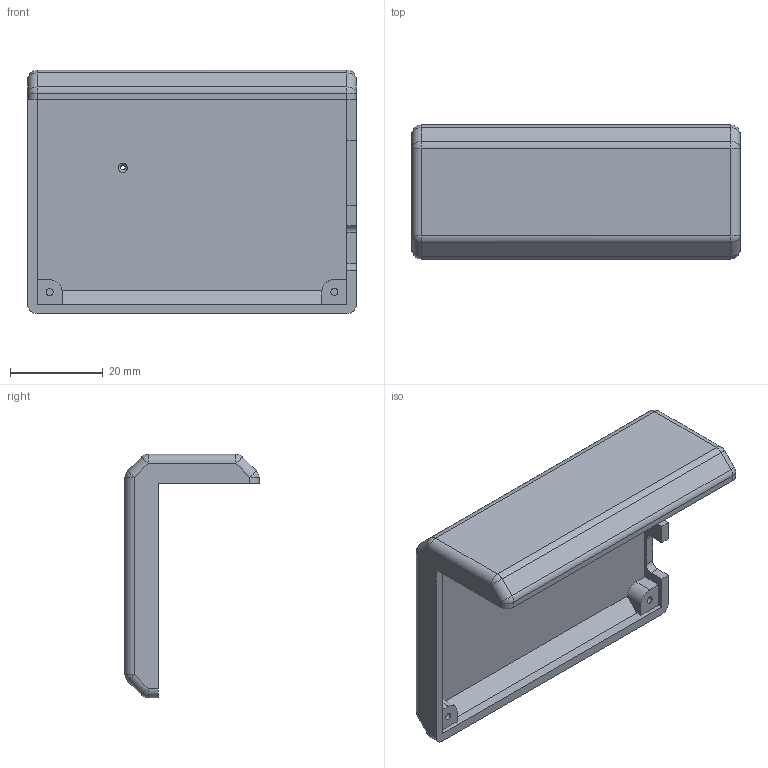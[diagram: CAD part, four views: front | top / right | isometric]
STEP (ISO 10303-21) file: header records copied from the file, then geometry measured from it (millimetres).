
FILE_DESCRIPTION(('FreeCAD Model'),'2;1');
FILE_NAME('Open CASCADE Shape Model','2023-05-01T13:30:54',(''),(''), 'Open CASCADE STEP processor 7.6','FreeCAD','Unknown');
FILE_SCHEMA(('AUTOMOTIVE_DESIGN { 1 0 10303 214 1 1 1 1 }'));
Length unit declared in the file: millimetre
Products named in the file (1): Case_ESP32_Minimal
Bounding box: 70.82 x 28.9 x 52.5 mm (x, y, z)
Volume: 12870.9 mm3; surface area: 13305.5 mm2
Topology: 1 solids, 1 shells, 85 faces, 203 edges, 123 vertices
Faces by surface type: plane 43, cylinder 28, sphere 12, cone 2
Full cylindrical faces by diameter (mm): 1 x1, 1.5 x3
Entity records: 5410 total; most frequent: CARTESIAN_POINT 1227, DIRECTION 803, LINE 497, VECTOR 497, ORIENTED_EDGE 406, PCURVE 406, DEFINITIONAL_REPRESENTATION 406, EDGE_CURVE 203
